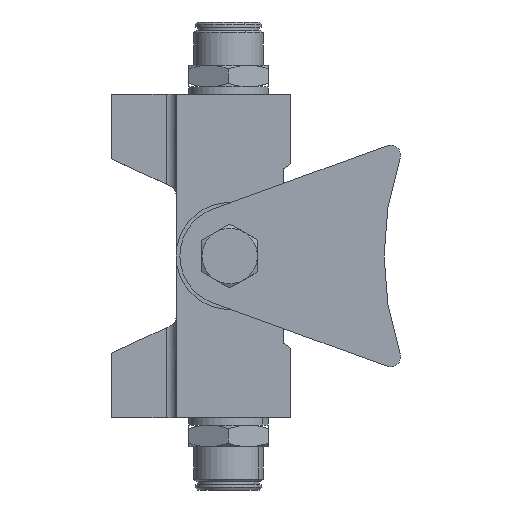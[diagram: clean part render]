
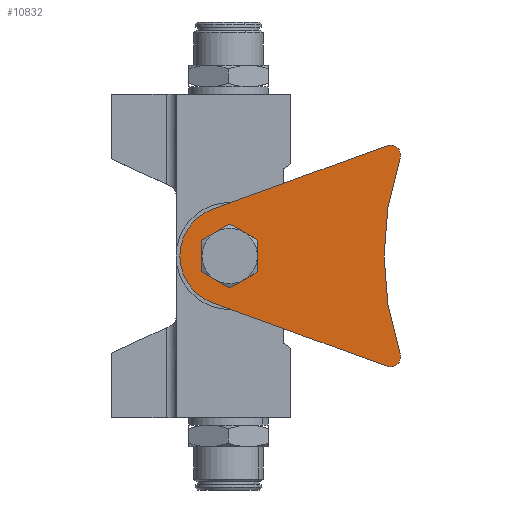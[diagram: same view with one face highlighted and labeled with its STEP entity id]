
A CAD part, left-side view. The second image highlights one B-rep face of the part: STEP entity #10832.
In plain terms, the highlighted planar face has unit normal (-1, 0, 0).
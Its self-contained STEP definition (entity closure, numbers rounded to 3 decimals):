
#9 = CARTESIAN_POINT ( 'NONE',  ( -91.469, 3.42, -9.397 ) ) ;
#51 = DIRECTION ( 'NONE',  ( 0., -0.94, -0.342 ) ) ;
#140 = ORIENTED_EDGE ( 'NONE', *, *, #11198, .T. ) ;
#327 = ORIENTED_EDGE ( 'NONE', *, *, #11310, .F. ) ;
#340 = ORIENTED_EDGE ( 'NONE', *, *, #11711, .T. ) ;
#496 = ORIENTED_EDGE ( 'NONE', *, *, #11382, .T. ) ;
#526 = ORIENTED_EDGE ( 'NONE', *, *, #11480, .T. ) ;
#527 = ORIENTED_EDGE ( 'NONE', *, *, #11722, .T. ) ;
#702 = ORIENTED_EDGE ( 'NONE', *, *, #3219, .T. ) ;
#2981 = AXIS2_PLACEMENT_3D ( 'NONE', #7256, #6785, #7223 ) ;
#3219 = EDGE_CURVE ( 'NONE', #7515, #7533, #8683, .T. ) ;
#4237 = CARTESIAN_POINT ( 'NONE',  ( -91.469, -32.325, 20.279 ) ) ;
#4284 = CARTESIAN_POINT ( 'NONE',  ( -91.469, 3.42, 9.397 ) ) ;
#4287 = DIRECTION ( 'NONE',  ( -1., 0., 0. ) ) ;
#4658 = DIRECTION ( 'NONE',  ( 0., 0.94, -0.342 ) ) ;
#4738 = DIRECTION ( 'NONE',  ( 0., 0., -1. ) ) ;
#4877 = CIRCLE ( 'NONE', #14125, 61.5 ) ;
#5055 = CIRCLE ( 'NONE', #14078, 3.25 ) ;
#5875 = DIRECTION ( 'NONE',  ( 0., 0., -1. ) ) ;
#5884 = DIRECTION ( 'NONE',  ( 0., 0., 1. ) ) ;
#5948 = CARTESIAN_POINT ( 'NONE',  ( -91.469, -32.325, -20.279 ) ) ;
#5949 = CARTESIAN_POINT ( 'NONE',  ( -91.469, -32.325, 20.279 ) ) ;
#6057 = DIRECTION ( 'NONE',  ( -1., 0., 0. ) ) ;
#6085 = DIRECTION ( 'NONE',  ( -1., 0., 0. ) ) ;
#6292 = FACE_OUTER_BOUND ( 'NONE', #8438, .T. ) ;
#6302 = FACE_BOUND ( 'NONE', #8686, .T. ) ;
#6785 = DIRECTION ( 'NONE',  ( -1., 0., 0. ) ) ;
#7109 = PLANE ( 'NONE',  #2981 ) ;
#7223 = DIRECTION ( 'NONE',  ( 0., 0., 1. ) ) ;
#7256 = CARTESIAN_POINT ( 'NONE',  ( -91.469, 0., 0. ) ) ;
#7453 = VERTEX_POINT ( 'NONE', #10434 ) ;
#7472 = VERTEX_POINT ( 'NONE', #10186 ) ;
#7475 = VERTEX_POINT ( 'NONE', #10414 ) ;
#7477 = VERTEX_POINT ( 'NONE', #10156 ) ;
#7478 = VERTEX_POINT ( 'NONE', #10541 ) ;
#7515 = VERTEX_POINT ( 'NONE', #10655 ) ;
#7533 = VERTEX_POINT ( 'NONE', #10197 ) ;
#7538 = VERTEX_POINT ( 'NONE', #10808 ) ;
#7566 = VERTEX_POINT ( 'NONE', #10256 ) ;
#7678 = CIRCLE ( 'NONE', #14030, 2. ) ;
#7751 = CIRCLE ( 'NONE', #14084, 10. ) ;
#7892 = CIRCLE ( 'NONE', #14112, 2. ) ;
#7988 = CIRCLE ( 'NONE', #14092, 2. ) ;
#8004 = VECTOR ( 'NONE', #4658, 1000. ) ;
#8006 = LINE ( 'NONE', #4284, #8004 ) ;
#8245 = CIRCLE ( 'NONE', #13964, 3.25 ) ;
#8438 = EDGE_LOOP ( 'NONE', ( #496, #702, #340, #140, #526, #527, #8462 ) ) ;
#8462 = ORIENTED_EDGE ( 'NONE', *, *, #11513, .T. ) ;
#8498 = VECTOR ( 'NONE', #51, 1000. ) ;
#8683 = LINE ( 'NONE', #9, #8498 ) ;
#8686 = EDGE_LOOP ( 'NONE', ( #13885, #327 ) ) ;
#10156 = CARTESIAN_POINT ( 'NONE',  ( -91.469, -34.22, 19.64 ) ) ;
#10186 = CARTESIAN_POINT ( 'NONE',  ( -91.469, 3.42, 9.397 ) ) ;
#10197 = CARTESIAN_POINT ( 'NONE',  ( -91.469, -31.641, -22.158 ) ) ;
#10256 = CARTESIAN_POINT ( 'NONE',  ( -91.469, 0., 3.25 ) ) ;
#10414 = CARTESIAN_POINT ( 'NONE',  ( -91.469, 0., -3.25 ) ) ;
#10434 = CARTESIAN_POINT ( 'NONE',  ( -91.469, -34.22, -19.64 ) ) ;
#10541 = CARTESIAN_POINT ( 'NONE',  ( -91.469, -32.325, 22.279 ) ) ;
#10655 = CARTESIAN_POINT ( 'NONE',  ( -91.469, 3.42, -9.397 ) ) ;
#10808 = CARTESIAN_POINT ( 'NONE',  ( -91.469, -31.641, 22.158 ) ) ;
#10832 = ADVANCED_FACE ( 'NONE', ( #6302, #6292 ), #7109, .T. ) ;
#11198 = EDGE_CURVE ( 'NONE', #7453, #7477, #4877, .T. ) ;
#11310 = EDGE_CURVE ( 'NONE', #7475, #7566, #5055, .T. ) ;
#11382 = EDGE_CURVE ( 'NONE', #7472, #7515, #7751, .T. ) ;
#11480 = EDGE_CURVE ( 'NONE', #7477, #7478, #7678, .T. ) ;
#11513 = EDGE_CURVE ( 'NONE', #7538, #7472, #8006, .T. ) ;
#11689 = EDGE_CURVE ( 'NONE', #7566, #7475, #8245, .T. ) ;
#11711 = EDGE_CURVE ( 'NONE', #7533, #7453, #7988, .T. ) ;
#11722 = EDGE_CURVE ( 'NONE', #7478, #7538, #7892, .T. ) ;
#11923 = DIRECTION ( 'NONE',  ( 1., 0., 0. ) ) ;
#11957 = DIRECTION ( 'NONE',  ( 0., 0., -1. ) ) ;
#12121 = DIRECTION ( 'NONE',  ( -1., 0., 0. ) ) ;
#12165 = CARTESIAN_POINT ( 'NONE',  ( -91.469, 0., 0. ) ) ;
#12506 = CARTESIAN_POINT ( 'NONE',  ( -91.469, 0., 0. ) ) ;
#12546 = DIRECTION ( 'NONE',  ( 0., 0., 1. ) ) ;
#12612 = DIRECTION ( 'NONE',  ( -1., 0., 0. ) ) ;
#12632 = CARTESIAN_POINT ( 'NONE',  ( -91.469, -92.5, 0. ) ) ;
#12725 = DIRECTION ( 'NONE',  ( 0., 0., 1. ) ) ;
#13220 = CARTESIAN_POINT ( 'NONE',  ( -91.469, 0., 0. ) ) ;
#13250 = DIRECTION ( 'NONE',  ( -1., 0., 0. ) ) ;
#13466 = DIRECTION ( 'NONE',  ( 0., 0., 1. ) ) ;
#13885 = ORIENTED_EDGE ( 'NONE', *, *, #11689, .F. ) ;
#13964 = AXIS2_PLACEMENT_3D ( 'NONE', #13220, #13250, #13466 ) ;
#14030 = AXIS2_PLACEMENT_3D ( 'NONE', #4237, #4287, #4738 ) ;
#14078 = AXIS2_PLACEMENT_3D ( 'NONE', #12506, #12612, #12546 ) ;
#14084 = AXIS2_PLACEMENT_3D ( 'NONE', #12165, #12121, #12725 ) ;
#14092 = AXIS2_PLACEMENT_3D ( 'NONE', #5948, #6085, #5884 ) ;
#14112 = AXIS2_PLACEMENT_3D ( 'NONE', #5949, #6057, #5875 ) ;
#14125 = AXIS2_PLACEMENT_3D ( 'NONE', #12632, #11923, #11957 ) ;
